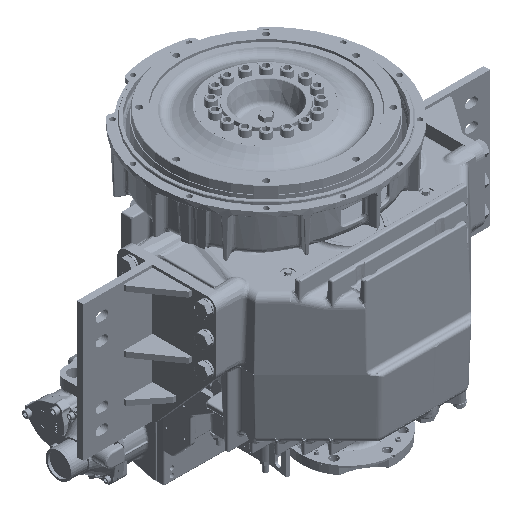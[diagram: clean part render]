
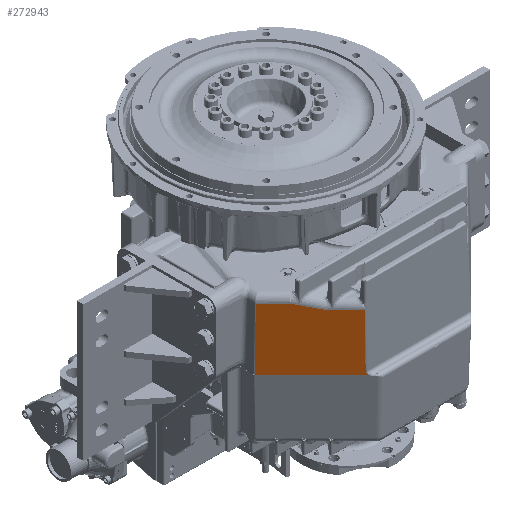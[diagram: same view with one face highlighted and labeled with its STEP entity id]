
A CAD part, isometric view. The second image highlights one B-rep face of the part: STEP entity #272943.
In plain terms, the highlighted planar face has unit normal (-0.707, -0.707, 0.035).
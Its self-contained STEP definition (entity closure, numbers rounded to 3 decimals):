
#7561 = CARTESIAN_POINT ( 'NONE',  ( -249.997, -249.997, -170.335 ) ) ;
#13134 = CARTESIAN_POINT ( 'NONE',  ( -259.004, -233.758, -23.882 ) ) ;
#19945 = VECTOR ( 'NONE', #60669, 1000. ) ;
#25003 = ORIENTED_EDGE ( 'NONE', *, *, #234992, .T. ) ;
#40784 = VERTEX_POINT ( 'NONE', #350798 ) ;
#41023 = DIRECTION ( 'NONE',  ( 0.707, -0.707, 0. ) ) ;
#44960 = VERTEX_POINT ( 'NONE', #219111 ) ;
#60669 = DIRECTION ( 'NONE',  ( -0.686, 0.696, 0.213 ) ) ;
#79914 = EDGE_CURVE ( 'NONE', #334464, #383459, #276661, .T. ) ;
#85819 = AXIS2_PLACEMENT_3D ( 'NONE', #125559, #358131, #159054 ) ;
#99646 = EDGE_CURVE ( 'NONE', #383459, #144622, #387943, .T. ) ;
#102105 = VECTOR ( 'NONE', #41023, 1000. ) ;
#106029 = CARTESIAN_POINT ( 'NONE',  ( -264.112, -235.874, -170.152 ) ) ;
#108108 = EDGE_LOOP ( 'NONE', ( #356405, #276149, #25003, #331937, #381068, #127780, #336725 ) ) ;
#112552 = LINE ( 'NONE', #7561, #102105 ) ;
#122675 = VECTOR ( 'NONE', #410769, 1000. ) ;
#125559 = CARTESIAN_POINT ( 'NONE',  ( -250., -250., -170.44 ) ) ;
#127780 = ORIENTED_EDGE ( 'NONE', *, *, #277136, .T. ) ;
#134040 = CARTESIAN_POINT ( 'NONE',  ( -126.827, -366.577, -36.882 ) ) ;
#138265 = EDGE_CURVE ( 'NONE', #40784, #249450, #292552, .T. ) ;
#144622 = VERTEX_POINT ( 'NONE', #134040 ) ;
#144790 = CARTESIAN_POINT ( 'NONE',  ( -126.223, -373.772, -170.335 ) ) ;
#159054 = DIRECTION ( 'NONE',  ( 0.707, -0.707, 0. ) ) ;
#189084 = DIRECTION ( 'NONE',  ( -0.707, 0.707, 0. ) ) ;
#196733 = LINE ( 'NONE', #259844, #19945 ) ;
#219111 = CARTESIAN_POINT ( 'NONE',  ( -175.293, -318.111, -36.882 ) ) ;
#228889 = CARTESIAN_POINT ( 'NONE',  ( -126.223, -373.772, -170.335 ) ) ;
#234088 = EDGE_CURVE ( 'NONE', #44960, #40784, #196733, .T. ) ;
#234393 = DIRECTION ( 'NONE',  ( -0.707, 0.707, 0. ) ) ;
#234992 = EDGE_CURVE ( 'NONE', #144622, #44960, #268938, .T. ) ;
#242902 = CARTESIAN_POINT ( 'NONE',  ( -128.647, -370.972, -162.719 ) ) ;
#249450 = VERTEX_POINT ( 'NONE', #13134 ) ;
#255953 = CARTESIAN_POINT ( 'NONE',  ( -246.702, -246.702, -36.882 ) ) ;
#259844 = CARTESIAN_POINT ( 'NONE',  ( -223.432, -269.234, -21.938 ) ) ;
#268938 = LINE ( 'NONE', #255953, #346926 ) ;
#268954 = DIRECTION ( 'NONE',  ( -0.035, -0.014, -0.999 ) ) ;
#272943 = ADVANCED_FACE ( 'NONE', ( #299085 ), #388709, .T. ) ;
#276149 = ORIENTED_EDGE ( 'NONE', *, *, #99646, .T. ) ;
#276661 =( BOUNDED_CURVE ( )  B_SPLINE_CURVE ( 3, ( #144790, #310636, #277291, #377387 ),
 .UNSPECIFIED., .F., .F. ) 
 B_SPLINE_CURVE_WITH_KNOTS ( ( 4, 4 ),
 ( 2.521, 3.156 ),
 .UNSPECIFIED. ) 
 CURVE ( )  GEOMETRIC_REPRESENTATION_ITEM ( )  RATIONAL_B_SPLINE_CURVE ( ( 1., 0.967, 0.967, 1. ) ) 
 REPRESENTATION_ITEM ( '' )  );
#277136 = EDGE_CURVE ( 'NONE', #249450, #302941, #407084, .T. ) ;
#277291 = CARTESIAN_POINT ( 'NONE',  ( -128.688, -371.069, -165.515 ) ) ;
#282224 = VECTOR ( 'NONE', #234393, 1000. ) ;
#292552 = LINE ( 'NONE', #399967, #282224 ) ;
#294218 = EDGE_CURVE ( 'NONE', #302941, #334464, #112552, .T. ) ;
#299085 = FACE_OUTER_BOUND ( 'NONE', #108108, .T. ) ;
#302941 = VERTEX_POINT ( 'NONE', #359030 ) ;
#310636 = CARTESIAN_POINT ( 'NONE',  ( -127.852, -372.035, -168.142 ) ) ;
#331937 = ORIENTED_EDGE ( 'NONE', *, *, #234088, .T. ) ;
#334464 = VERTEX_POINT ( 'NONE', #228889 ) ;
#336725 = ORIENTED_EDGE ( 'NONE', *, *, #294218, .T. ) ;
#346926 = VECTOR ( 'NONE', #189084, 1000. ) ;
#350798 = CARTESIAN_POINT ( 'NONE',  ( -217.172, -275.59, -23.882 ) ) ;
#356405 = ORIENTED_EDGE ( 'NONE', *, *, #79914, .T. ) ;
#358131 = DIRECTION ( 'NONE',  ( -0.707, -0.707, 0.035 ) ) ;
#359030 = CARTESIAN_POINT ( 'NONE',  ( -264.118, -235.877, -170.335 ) ) ;
#377387 = CARTESIAN_POINT ( 'NONE',  ( -128.647, -370.972, -162.719 ) ) ;
#381068 = ORIENTED_EDGE ( 'NONE', *, *, #138265, .T. ) ;
#383459 = VERTEX_POINT ( 'NONE', #242902 ) ;
#387943 = LINE ( 'NONE', #409325, #122675 ) ;
#388709 = PLANE ( 'NONE',  #85819 ) ;
#396624 = VECTOR ( 'NONE', #268954, 1000. ) ;
#399967 = CARTESIAN_POINT ( 'NONE',  ( -246.381, -246.381, -23.882 ) ) ;
#407084 = LINE ( 'NONE', #106029, #396624 ) ;
#409325 = CARTESIAN_POINT ( 'NONE',  ( -128.723, -371.155, -167.963 ) ) ;
#410769 = DIRECTION ( 'NONE',  ( 0.014, 0.035, 0.999 ) ) ;
